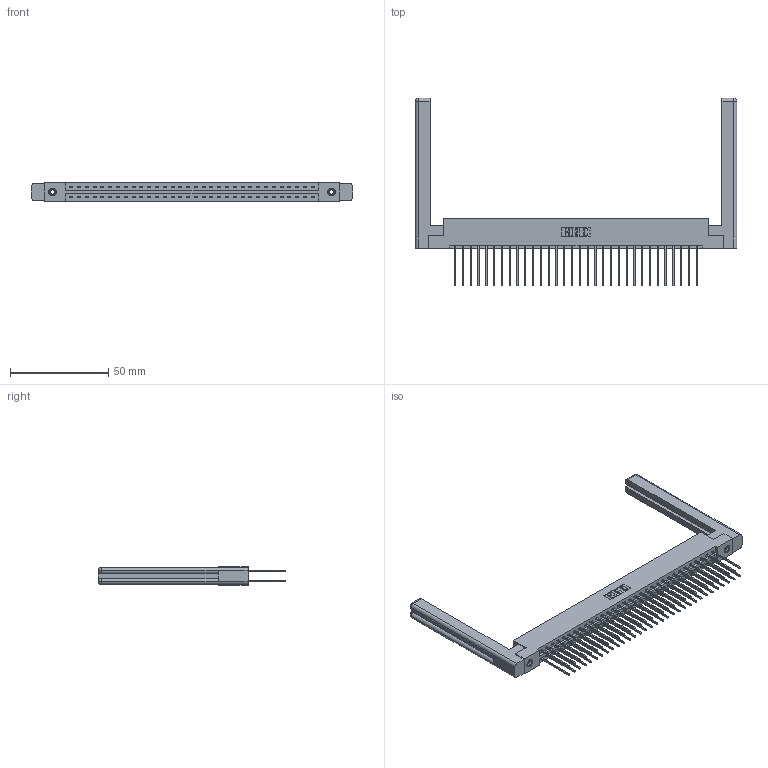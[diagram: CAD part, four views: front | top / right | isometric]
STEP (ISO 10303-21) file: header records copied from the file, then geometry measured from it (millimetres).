
FILE_DESCRIPTION (( 'STEP AP203' ), '1' );
FILE_NAME ('337-064-541-258.STEP', '2019-10-09T22:17:07', ( '' ), ( '' ), 'SwSTEP 2.0', 'SolidWorks 2016', '' );
FILE_SCHEMA (( 'CONFIG_CONTROL_DESIGN' ));
Length unit declared in the file: inch
Products named in the file (5): 307-220-058; 345-292-001_345-293-141; 337-064-541-258; 337 Part_Flush Mounting Lugs - 0.156 Dia-TI; 345-250-001_345-250-001-102
Assembly tree (69 placements, depth 2):
  337-064-541-258
    337 Part_Flush Mounting Lugs - 0.156 Dia-TI
    345-292-001_345-293-141  x64
    345-250-001_345-250-001-102  x2
    307-220-058  x2
Bounding box: 163.42 x 95.38 x 9.4 mm (x, y, z)
Volume: 24599.3 mm3; surface area: 26527.8 mm2
Topology: 69 solids, 69 shells, 3712 faces, 10969 edges, 7214 vertices
Faces by surface type: plane 2586, cylinder 1102, cone 12, torus 12
Entity records: 28756 total; most frequent: CARTESIAN_POINT 4861, ORIENTED_EDGE 4736, DIRECTION 4168, EDGE_CURVE 2368, VECTOR 2192, LINE 2192, VERTEX_POINT 1570, AXIS2_PLACEMENT_3D 988
